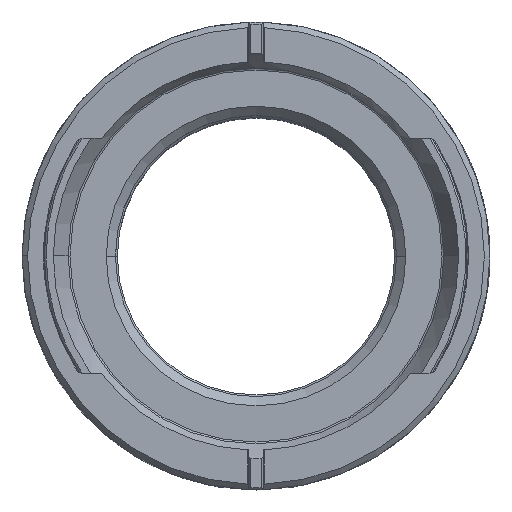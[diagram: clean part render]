
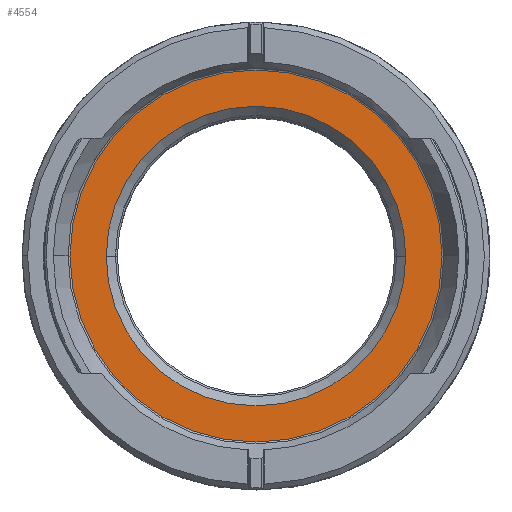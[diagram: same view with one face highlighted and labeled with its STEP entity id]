
A CAD part, top view. The second image highlights one B-rep face of the part: STEP entity #4554.
In plain terms, the highlighted planar face has unit normal (0, 0, 1).
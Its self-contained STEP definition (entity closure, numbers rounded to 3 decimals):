
#856 = CARTESIAN_POINT ( 'NONE',  ( -0.649, 1.136, 13.65 ) ) ;
#1781 = CARTESIAN_POINT ( 'NONE',  ( -10.709, 1.136, 13.65 ) ) ;
#1870 = AXIS2_PLACEMENT_3D ( 'NONE', #10312, #10431, #23418 ) ;
#2114 = CIRCLE ( 'NONE', #5207, 10.06 ) ;
#2335 = EDGE_LOOP ( 'NONE', ( #11991, #21425 ) ) ;
#2448 = DIRECTION ( 'NONE',  ( 1., 0., 0. ) ) ;
#2473 = EDGE_CURVE ( 'NONE', #14593, #9706, #21688, .T. ) ;
#2625 = DIRECTION ( 'NONE',  ( 0., 0., -1. ) ) ;
#2904 = DIRECTION ( 'NONE',  ( 0., 0., 1. ) ) ;
#3175 = ORIENTED_EDGE ( 'NONE', *, *, #10075, .T. ) ;
#4034 = AXIS2_PLACEMENT_3D ( 'NONE', #856, #2904, #11929 ) ;
#4519 = EDGE_LOOP ( 'NONE', ( #3175, #19980 ) ) ;
#4546 = FACE_OUTER_BOUND ( 'NONE', #2335, .T. ) ;
#4554 = ADVANCED_FACE ( 'NONE', ( #16066, #4546 ), #12118, .T. ) ;
#5207 = AXIS2_PLACEMENT_3D ( 'NONE', #21092, #10032, #2448 ) ;
#5286 = VERTEX_POINT ( 'NONE', #19954 ) ;
#6559 = DIRECTION ( 'NONE',  ( 0., 0., -1. ) ) ;
#6605 = CARTESIAN_POINT ( 'NONE',  ( -0.649, 1.136, 13.65 ) ) ;
#7866 = AXIS2_PLACEMENT_3D ( 'NONE', #8590, #6559, #12550 ) ;
#7941 = EDGE_CURVE ( 'NONE', #9706, #14593, #2114, .T. ) ;
#8285 = DIRECTION ( 'NONE',  ( 1., 0., 0. ) ) ;
#8590 = CARTESIAN_POINT ( 'NONE',  ( -0.649, 1.136, 13.65 ) ) ;
#9706 = VERTEX_POINT ( 'NONE', #1781 ) ;
#10032 = DIRECTION ( 'NONE',  ( 0., 0., 1. ) ) ;
#10075 = EDGE_CURVE ( 'NONE', #5286, #22879, #16684, .T. ) ;
#10312 = CARTESIAN_POINT ( 'NONE',  ( -0.649, 8.736, 13.65 ) ) ;
#10431 = DIRECTION ( 'NONE',  ( 0., 0., 1. ) ) ;
#11929 = DIRECTION ( 'NONE',  ( 1., 0., 0. ) ) ;
#11991 = ORIENTED_EDGE ( 'NONE', *, *, #2473, .T. ) ;
#12118 = PLANE ( 'NONE',  #1870 ) ;
#12550 = DIRECTION ( 'NONE',  ( 1., 0., 0. ) ) ;
#14593 = VERTEX_POINT ( 'NONE', #18410 ) ;
#16066 = FACE_BOUND ( 'NONE', #4519, .T. ) ;
#16684 = CIRCLE ( 'NONE', #7866, 8.1 ) ;
#17660 = CIRCLE ( 'NONE', #19981, 8.1 ) ;
#18221 = CARTESIAN_POINT ( 'NONE',  ( -8.749, 1.136, 13.65 ) ) ;
#18410 = CARTESIAN_POINT ( 'NONE',  ( 9.411, 1.136, 13.65 ) ) ;
#19954 = CARTESIAN_POINT ( 'NONE',  ( 7.451, 1.136, 13.65 ) ) ;
#19980 = ORIENTED_EDGE ( 'NONE', *, *, #23547, .T. ) ;
#19981 = AXIS2_PLACEMENT_3D ( 'NONE', #6605, #2625, #8285 ) ;
#21092 = CARTESIAN_POINT ( 'NONE',  ( -0.649, 1.136, 13.65 ) ) ;
#21425 = ORIENTED_EDGE ( 'NONE', *, *, #7941, .T. ) ;
#21688 = CIRCLE ( 'NONE', #4034, 10.06 ) ;
#22879 = VERTEX_POINT ( 'NONE', #18221 ) ;
#23418 = DIRECTION ( 'NONE',  ( 0., 1., 0. ) ) ;
#23547 = EDGE_CURVE ( 'NONE', #22879, #5286, #17660, .T. ) ;
